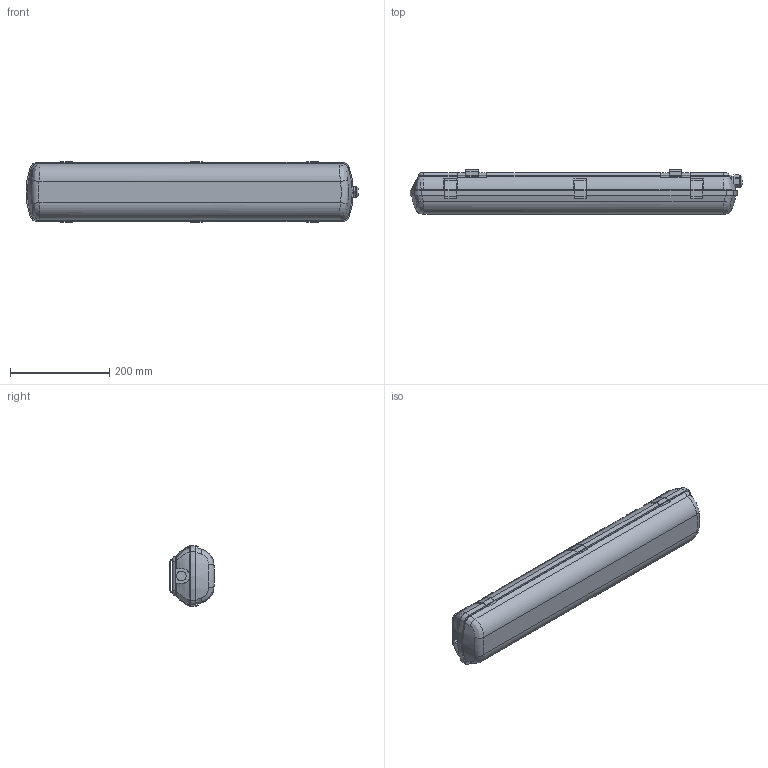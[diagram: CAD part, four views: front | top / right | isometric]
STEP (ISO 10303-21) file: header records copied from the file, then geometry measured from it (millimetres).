
FILE_DESCRIPTION (( 'STEP AP203' ), '1' );
FILE_NAME ('LLSP3-3907A-2-18-K03 Ñâåòèëüíèê ËÑÏ3907A ÝÏÐÀ 2õ18Âò IP65 ÈÝÊ.STEP', '2017-08-29T13:17:09', ( '' ), ( '' ), 'SwSTEP 2.0', 'SolidWorks 2014', '' );
FILE_SCHEMA (( 'CONFIG_CONTROL_DESIGN' ));
Length unit declared in the file: millimetre
Products named in the file (1): LLSP3-3907A-2-18-K03 Ñâåòèëüíèê ËÑÏ3907A ÝÏÐÀ 2õ18Âò IP65 ÈÝÊ
Bounding box: 669.2 x 89 x 122.81 mm (x, y, z)
Volume: 3533168 mm3; surface area: 428299.1 mm2
Topology: 1 solids, 2 shells, 858 faces, 2275 edges, 1419 vertices
Faces by surface type: plane 495, cylinder 205, bspline 106, torus 32, sphere 12, cone 8
Full cylindrical faces by diameter (mm): 6 x2, 12.3 x1, 15 x1, 20 x3, 23 x1, 25 x1
Entity records: 32586 total; most frequent: CARTESIAN_POINT 11990, ORIENTED_EDGE 4460, DIRECTION 3973, EDGE_CURVE 2230, LINE 1487, VECTOR 1487, VERTEX_POINT 1410, AXIS2_PLACEMENT_3D 1243
